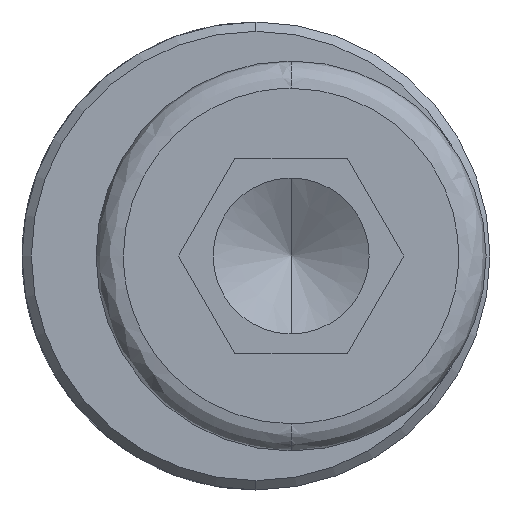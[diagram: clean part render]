
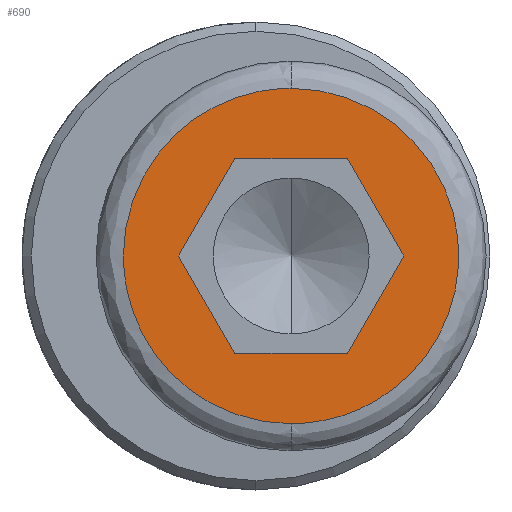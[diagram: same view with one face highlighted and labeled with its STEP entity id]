
A CAD part, left-side view. The second image highlights one B-rep face of the part: STEP entity #690.
In plain terms, the highlighted planar face has unit normal (-1, 0, 0).
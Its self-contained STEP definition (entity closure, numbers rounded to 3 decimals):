
#19 = DIRECTION ( 'NONE',  ( 0., 0.5, -0.866 ) ) ;
#27 = ORIENTED_EDGE ( 'NONE', *, *, #1361, .T. ) ;
#34 = CARTESIAN_POINT ( 'NONE',  ( -6., 2.15, 0. ) ) ;
#70 = VERTEX_POINT ( 'NONE', #807 ) ;
#108 = DIRECTION ( 'NONE',  ( 0., -0.5, 0.866 ) ) ;
#121 = DIRECTION ( 'NONE',  ( 0., 1., 0. ) ) ;
#142 = EDGE_LOOP ( 'NONE', ( #632, #1270, #721 ) ) ;
#168 = DIRECTION ( 'NONE',  ( -1., 0., 0. ) ) ;
#178 = VERTEX_POINT ( 'NONE', #337 ) ;
#185 =( BOUNDED_CURVE ( )  B_SPLINE_CURVE ( 3, ( #689, #347, #213, #239 ),
 .UNSPECIFIED., .F., .T. ) 
 B_SPLINE_CURVE_WITH_KNOTS ( ( 4, 4 ),
 ( 0., 1. ),
 .UNSPECIFIED. ) 
 CURVE ( )  GEOMETRIC_REPRESENTATION_ITEM ( )  RATIONAL_B_SPLINE_CURVE ( ( 1., 0.805, 0.805, 1. ) ) 
 REPRESENTATION_ITEM ( '' )  );
#200 = CARTESIAN_POINT ( 'NONE',  ( -6., 0., 4.3 ) ) ;
#207 = CARTESIAN_POINT ( 'NONE',  ( -6., 0., 4.3 ) ) ;
#213 = CARTESIAN_POINT ( 'NONE',  ( -6., 4.3, -2.519 ) ) ;
#220 = LINE ( 'NONE', #1152, #682 ) ;
#239 = CARTESIAN_POINT ( 'NONE',  ( -6., 4.3, 0. ) ) ;
#266 = VECTOR ( 'NONE', #599, 1000. ) ;
#287 = EDGE_CURVE ( 'NONE', #70, #581, #1400, .T. ) ;
#295 = VERTEX_POINT ( 'NONE', #338 ) ;
#296 = CARTESIAN_POINT ( 'NONE',  ( -6., 2.887, 0. ) ) ;
#297 = AXIS2_PLACEMENT_3D ( 'NONE', #34, #168, #1207 ) ;
#323 = CARTESIAN_POINT ( 'NONE',  ( -6., 4.3, 0. ) ) ;
#337 = CARTESIAN_POINT ( 'NONE',  ( -6., 0., -4.3 ) ) ;
#338 = CARTESIAN_POINT ( 'NONE',  ( -6., -1.443, 2.5 ) ) ;
#347 = CARTESIAN_POINT ( 'NONE',  ( -6., 2.519, -4.3 ) ) ;
#352 = LINE ( 'NONE', #1330, #512 ) ;
#357 = VECTOR ( 'NONE', #121, 1000. ) ;
#375 = CARTESIAN_POINT ( 'NONE',  ( -6., 4.3, 0. ) ) ;
#394 = ORIENTED_EDGE ( 'NONE', *, *, #287, .T. ) ;
#404 = EDGE_CURVE ( 'NONE', #1521, #178, #434, .T. ) ;
#418 = ORIENTED_EDGE ( 'NONE', *, *, #1011, .T. ) ;
#427 = EDGE_CURVE ( 'NONE', #295, #484, #352, .T. ) ;
#434 =( BOUNDED_CURVE ( )  B_SPLINE_CURVE ( 3, ( #458, #468, #926, #1408 ),
 .UNSPECIFIED., .F., .T. ) 
 B_SPLINE_CURVE_WITH_KNOTS ( ( 4, 4 ),
 ( 0., 1. ),
 .UNSPECIFIED. ) 
 CURVE ( )  GEOMETRIC_REPRESENTATION_ITEM ( )  RATIONAL_B_SPLINE_CURVE ( ( 1., 0.333, 0.333, 1. ) ) 
 REPRESENTATION_ITEM ( '' )  );
#455 = ORIENTED_EDGE ( 'NONE', *, *, #1064, .T. ) ;
#458 = CARTESIAN_POINT ( 'NONE',  ( -6., 0., 4.3 ) ) ;
#468 = CARTESIAN_POINT ( 'NONE',  ( -6., -8.6, 4.3 ) ) ;
#484 = VERTEX_POINT ( 'NONE', #1339 ) ;
#512 = VECTOR ( 'NONE', #1094, 1000. ) ;
#530 = ORIENTED_EDGE ( 'NONE', *, *, #427, .T. ) ;
#581 = VERTEX_POINT ( 'NONE', #1335 ) ;
#599 = DIRECTION ( 'NONE',  ( 0., -1., 0. ) ) ;
#632 = ORIENTED_EDGE ( 'NONE', *, *, #1165, .F. ) ;
#654 = EDGE_CURVE ( 'NONE', #1302, #295, #706, .T. ) ;
#670 = LINE ( 'NONE', #1145, #925 ) ;
#682 = VECTOR ( 'NONE', #108, 1000. ) ;
#689 = CARTESIAN_POINT ( 'NONE',  ( -6., 0., -4.3 ) ) ;
#690 = ADVANCED_FACE ( 'NONE', ( #1441, #1418 ), #1224, .T. ) ;
#706 = LINE ( 'NONE', #864, #266 ) ;
#721 = ORIENTED_EDGE ( 'NONE', *, *, #1055, .F. ) ;
#790 = CARTESIAN_POINT ( 'NONE',  ( -6., 2.15, -2.5 ) ) ;
#791 = CARTESIAN_POINT ( 'NONE',  ( -6., 4.3, 2.519 ) ) ;
#807 = CARTESIAN_POINT ( 'NONE',  ( -6., -1.443, -2.5 ) ) ;
#864 = CARTESIAN_POINT ( 'NONE',  ( -6., 2.15, 2.5 ) ) ;
#925 = VECTOR ( 'NONE', #19, 1000. ) ;
#926 = CARTESIAN_POINT ( 'NONE',  ( -6., -8.6, -4.3 ) ) ;
#964 = LINE ( 'NONE', #1087, #1281 ) ;
#975 = CARTESIAN_POINT ( 'NONE',  ( -6., 1.443, 2.5 ) ) ;
#1005 =( BOUNDED_CURVE ( )  B_SPLINE_CURVE ( 3, ( #323, #791, #1514, #207 ),
 .UNSPECIFIED., .F., .T. ) 
 B_SPLINE_CURVE_WITH_KNOTS ( ( 4, 4 ),
 ( 0., 1. ),
 .UNSPECIFIED. ) 
 CURVE ( )  GEOMETRIC_REPRESENTATION_ITEM ( )  RATIONAL_B_SPLINE_CURVE ( ( 1., 0.805, 0.805, 1. ) ) 
 REPRESENTATION_ITEM ( '' )  );
#1011 = EDGE_CURVE ( 'NONE', #1510, #1302, #220, .T. ) ;
#1055 = EDGE_CURVE ( 'NONE', #1367, #1521, #1005, .T. ) ;
#1064 = EDGE_CURVE ( 'NONE', #484, #70, #670, .T. ) ;
#1087 = CARTESIAN_POINT ( 'NONE',  ( -6., 1.443, -2.5 ) ) ;
#1094 = DIRECTION ( 'NONE',  ( 0., -0.5, -0.866 ) ) ;
#1101 = ORIENTED_EDGE ( 'NONE', *, *, #654, .T. ) ;
#1145 = CARTESIAN_POINT ( 'NONE',  ( -6., -2.887, 0. ) ) ;
#1152 = CARTESIAN_POINT ( 'NONE',  ( -6., 2.887, 0. ) ) ;
#1165 = EDGE_CURVE ( 'NONE', #178, #1367, #185, .T. ) ;
#1207 = DIRECTION ( 'NONE',  ( 0., -1., 0. ) ) ;
#1224 = PLANE ( 'NONE',  #297 ) ;
#1270 = ORIENTED_EDGE ( 'NONE', *, *, #404, .F. ) ;
#1281 = VECTOR ( 'NONE', #1446, 1000. ) ;
#1301 = EDGE_LOOP ( 'NONE', ( #418, #1101, #530, #455, #394, #27 ) ) ;
#1302 = VERTEX_POINT ( 'NONE', #975 ) ;
#1330 = CARTESIAN_POINT ( 'NONE',  ( -6., -1.443, 2.5 ) ) ;
#1335 = CARTESIAN_POINT ( 'NONE',  ( -6., 1.443, -2.5 ) ) ;
#1339 = CARTESIAN_POINT ( 'NONE',  ( -6., -2.887, 0. ) ) ;
#1361 = EDGE_CURVE ( 'NONE', #581, #1510, #964, .T. ) ;
#1367 = VERTEX_POINT ( 'NONE', #375 ) ;
#1400 = LINE ( 'NONE', #790, #357 ) ;
#1408 = CARTESIAN_POINT ( 'NONE',  ( -6., 0., -4.3 ) ) ;
#1418 = FACE_BOUND ( 'NONE', #1301, .T. ) ;
#1441 = FACE_OUTER_BOUND ( 'NONE', #142, .T. ) ;
#1446 = DIRECTION ( 'NONE',  ( 0., 0.5, 0.866 ) ) ;
#1510 = VERTEX_POINT ( 'NONE', #296 ) ;
#1514 = CARTESIAN_POINT ( 'NONE',  ( -6., 2.519, 4.3 ) ) ;
#1521 = VERTEX_POINT ( 'NONE', #200 ) ;
